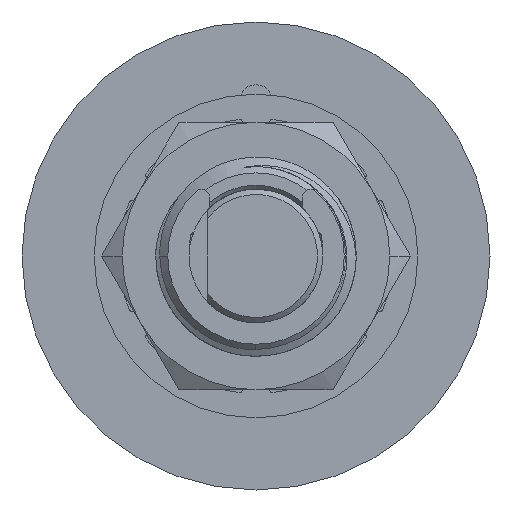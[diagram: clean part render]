
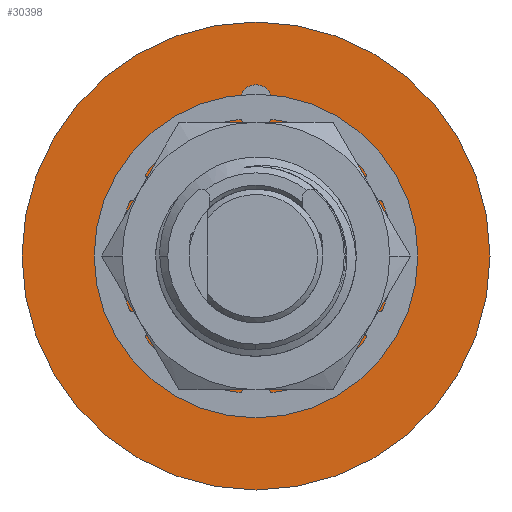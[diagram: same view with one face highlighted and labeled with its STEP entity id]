
A CAD part, front view. The second image highlights one B-rep face of the part: STEP entity #30398.
In plain terms, the highlighted planar face has unit normal (0, -1, 0).
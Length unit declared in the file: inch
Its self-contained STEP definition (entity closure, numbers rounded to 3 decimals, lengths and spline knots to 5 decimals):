
#563 = FACE_BOUND ( 'NONE', #28776, .T. ) ;
#1017 = AXIS2_PLACEMENT_3D ( 'NONE', #8505, #27509, #24835 ) ;
#1668 = DIRECTION ( 'NONE',  ( -1., 0., 0. ) ) ;
#1795 = CIRCLE ( 'NONE', #5125, 0.03 ) ;
#2092 = PLANE ( 'NONE',  #24392 ) ;
#3746 = CARTESIAN_POINT ( 'NONE',  ( 0., 0., 0.29 ) ) ;
#4826 = CIRCLE ( 'NONE', #8038, 0.4375 ) ;
#5125 = AXIS2_PLACEMENT_3D ( 'NONE', #3746, #18201, #1668 ) ;
#5338 = DIRECTION ( 'NONE',  ( 1., 0., 0. ) ) ;
#5571 = EDGE_CURVE ( 'NONE', #24347, #27231, #1795, .T. ) ;
#6609 = DIRECTION ( 'NONE',  ( 0., 1., 0. ) ) ;
#6761 = DIRECTION ( 'NONE',  ( 1., 0., 0. ) ) ;
#6909 = ORIENTED_EDGE ( 'NONE', *, *, #14850, .T. ) ;
#7178 = DIRECTION ( 'NONE',  ( 0., 1., 0. ) ) ;
#7473 = CARTESIAN_POINT ( 'NONE',  ( 0.03, 0., 0.29 ) ) ;
#7492 = ORIENTED_EDGE ( 'NONE', *, *, #15425, .T. ) ;
#7987 = DIRECTION ( 'NONE',  ( 1., 0., 0. ) ) ;
#8038 = AXIS2_PLACEMENT_3D ( 'NONE', #10878, #28972, #7987 ) ;
#8188 = EDGE_CURVE ( 'NONE', #18700, #22869, #23876, .T. ) ;
#8505 = CARTESIAN_POINT ( 'NONE',  ( 0., 0., 0. ) ) ;
#9286 = AXIS2_PLACEMENT_3D ( 'NONE', #26427, #19592, #29018 ) ;
#9427 = AXIS2_PLACEMENT_3D ( 'NONE', #18568, #6609, #20542 ) ;
#9829 = EDGE_CURVE ( 'NONE', #21981, #19572, #27108, .T. ) ;
#10106 = CARTESIAN_POINT ( 'NONE',  ( 0.235, 0., 0. ) ) ;
#10878 = CARTESIAN_POINT ( 'NONE',  ( 0., 0., 0. ) ) ;
#11172 = ORIENTED_EDGE ( 'NONE', *, *, #5571, .F. ) ;
#13166 = EDGE_CURVE ( 'NONE', #27231, #24347, #16758, .T. ) ;
#14850 = EDGE_CURVE ( 'NONE', #21981, #19572, #4826, .T. ) ;
#15425 = EDGE_CURVE ( 'NONE', #18700, #22869, #19560, .T. ) ;
#16282 = CARTESIAN_POINT ( 'NONE',  ( 0., 0., 0. ) ) ;
#16333 = ORIENTED_EDGE ( 'NONE', *, *, #8188, .F. ) ;
#16758 = CIRCLE ( 'NONE', #26635, 0.03 ) ;
#16823 = DIRECTION ( 'NONE',  ( 0., -1., 0. ) ) ;
#18201 = DIRECTION ( 'NONE',  ( 0., -1., 0. ) ) ;
#18568 = CARTESIAN_POINT ( 'NONE',  ( 0., 0., 0. ) ) ;
#18700 = VERTEX_POINT ( 'NONE', #23147 ) ;
#19057 = EDGE_LOOP ( 'NONE', ( #7492, #16333 ) ) ;
#19080 = CARTESIAN_POINT ( 'NONE',  ( 0.4375, 0., 0. ) ) ;
#19560 = CIRCLE ( 'NONE', #9427, 0.235 ) ;
#19572 = VERTEX_POINT ( 'NONE', #22854 ) ;
#19592 = DIRECTION ( 'NONE',  ( 0., -1., 0. ) ) ;
#20542 = DIRECTION ( 'NONE',  ( -1., 0., 0. ) ) ;
#20677 = EDGE_LOOP ( 'NONE', ( #21875, #6909 ) ) ;
#20801 = ORIENTED_EDGE ( 'NONE', *, *, #13166, .F. ) ;
#21875 = ORIENTED_EDGE ( 'NONE', *, *, #9829, .F. ) ;
#21970 = CARTESIAN_POINT ( 'NONE',  ( 0., 0., 0.29 ) ) ;
#21981 = VERTEX_POINT ( 'NONE', #19080 ) ;
#22723 = FACE_OUTER_BOUND ( 'NONE', #20677, .T. ) ;
#22854 = CARTESIAN_POINT ( 'NONE',  ( -0.4375, 0., 0. ) ) ;
#22869 = VERTEX_POINT ( 'NONE', #10106 ) ;
#23147 = CARTESIAN_POINT ( 'NONE',  ( -0.235, 0., 0. ) ) ;
#23876 = CIRCLE ( 'NONE', #9286, 0.235 ) ;
#24347 = VERTEX_POINT ( 'NONE', #24723 ) ;
#24392 = AXIS2_PLACEMENT_3D ( 'NONE', #16282, #7178, #6761 ) ;
#24723 = CARTESIAN_POINT ( 'NONE',  ( -0.03, 0., 0.29 ) ) ;
#24835 = DIRECTION ( 'NONE',  ( 1., 0., 0. ) ) ;
#26427 = CARTESIAN_POINT ( 'NONE',  ( 0., 0., 0. ) ) ;
#26635 = AXIS2_PLACEMENT_3D ( 'NONE', #21970, #16823, #5338 ) ;
#27108 = CIRCLE ( 'NONE', #1017, 0.4375 ) ;
#27231 = VERTEX_POINT ( 'NONE', #7473 ) ;
#27509 = DIRECTION ( 'NONE',  ( 0., 1., 0. ) ) ;
#28662 = FACE_BOUND ( 'NONE', #19057, .T. ) ;
#28776 = EDGE_LOOP ( 'NONE', ( #20801, #11172 ) ) ;
#28972 = DIRECTION ( 'NONE',  ( 0., -1., 0. ) ) ;
#29018 = DIRECTION ( 'NONE',  ( -1., 0., 0. ) ) ;
#30398 = ADVANCED_FACE ( 'NONE', ( #22723, #28662, #563 ), #2092, .F. ) ;
